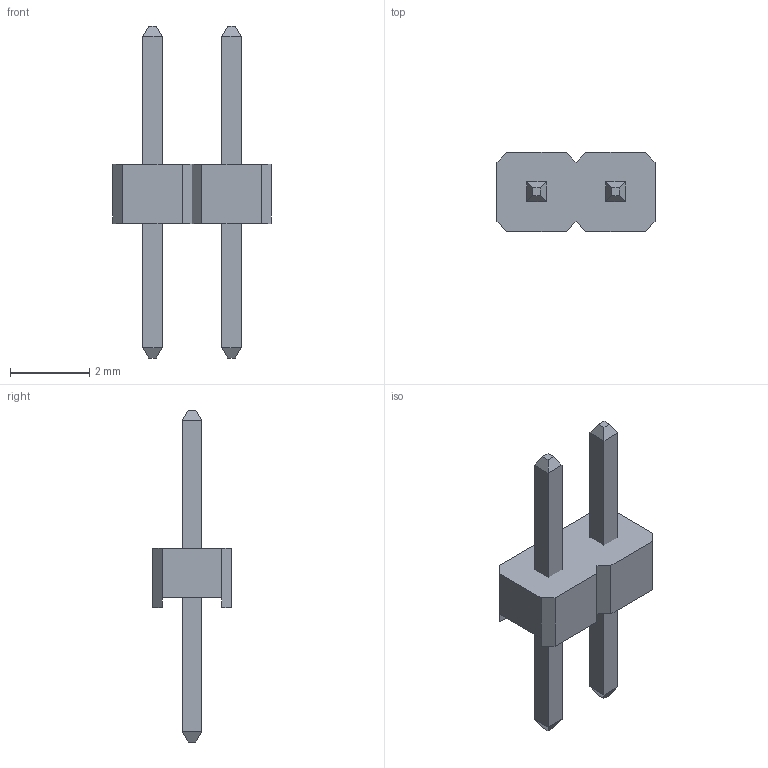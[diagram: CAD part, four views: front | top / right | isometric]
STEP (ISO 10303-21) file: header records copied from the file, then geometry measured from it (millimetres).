
FILE_DESCRIPTION(/* description */ (''),/* implementation_level */ '2;1');
FILE_NAME(/* name */ 'HARWIN_M22-2010205.stp',/* time_stamp */ '2015-04-14T12:09:04+02:00',/* author */ ('admchouv'),/* organization */ (''),/* preprocessor_version */ 'ST-DEVELOPER v15.5',/* originating_system */ 'AutoCAD Mechanical',/* authorisation */ '');
FILE_SCHEMA (('AUTOMOTIVE_DESIGN { 1 0 10303 214 3 1 1 }'));
Length unit declared in the file: millimetre
Products named in the file (1): Product
Bounding box: 4 x 2 x 8.4 mm (x, y, z)
Volume: 13.7 mm3; surface area: 71.4 mm2
Topology: 3 solids, 3 shells, 60 faces, 136 edges, 82 vertices
Faces by surface type: plane 60
Entity records: 1661 total; most frequent: CARTESIAN_POINT 279, ORIENTED_EDGE 276, DIRECTION 258, LINE 136, VECTOR 136, EDGE_CURVE 136, VERTEX_POINT 82, EDGE_LOOP 64
